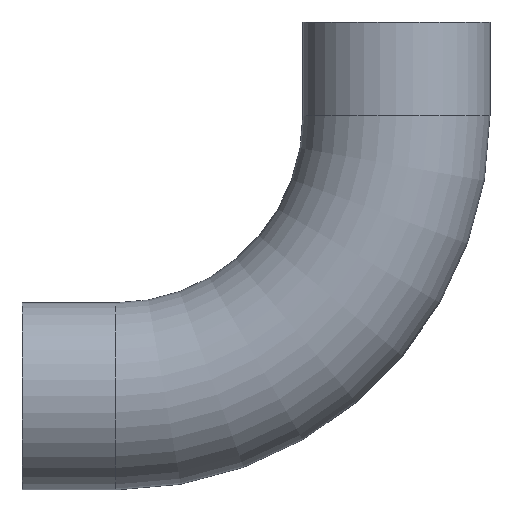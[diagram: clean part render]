
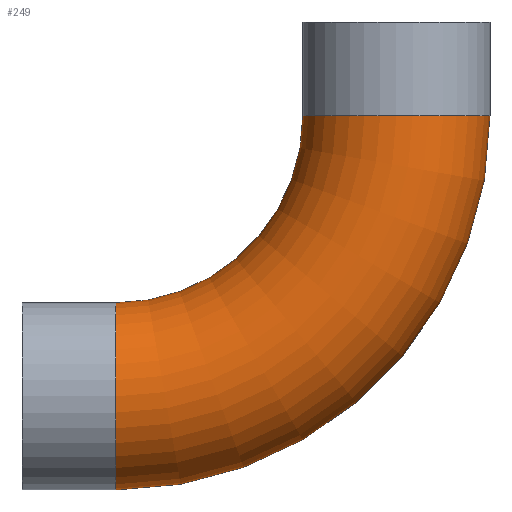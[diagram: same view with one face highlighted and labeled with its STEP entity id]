
A CAD part, front view. The second image highlights one B-rep face of the part: STEP entity #249.
In plain terms, the highlighted toroidal (fillet/blend) face has major radius 152.4 mm and minor radius 50.8 mm.
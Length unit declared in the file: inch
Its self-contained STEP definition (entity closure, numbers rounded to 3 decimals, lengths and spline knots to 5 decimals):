
#2 = FACE_OUTER_BOUND ( 'NONE', #326, .T. ) ;
#5 = VERTEX_POINT ( 'NONE', #316 ) ;
#17 = CIRCLE ( 'NONE', #315, 4. ) ;
#37 = CARTESIAN_POINT ( 'NONE',  ( 6., 0., 0. ) ) ;
#54 = ORIENTED_EDGE ( 'NONE', *, *, #112, .F. ) ;
#56 = EDGE_CURVE ( 'NONE', #88, #172, #262, .T. ) ;
#67 = CARTESIAN_POINT ( 'NONE',  ( 0., 0., 0. ) ) ;
#88 = VERTEX_POINT ( 'NONE', #119 ) ;
#99 = DIRECTION ( 'NONE',  ( 0., 0., 1. ) ) ;
#109 = EDGE_CURVE ( 'NONE', #171, #5, #17, .T. ) ;
#112 = EDGE_CURVE ( 'NONE', #88, #171, #321, .T. ) ;
#119 = CARTESIAN_POINT ( 'NONE',  ( 0., 0., -8. ) ) ;
#125 = DIRECTION ( 'NONE',  ( 0., -1., 0. ) ) ;
#158 = CARTESIAN_POINT ( 'NONE',  ( 0., 0., -4. ) ) ;
#171 = VERTEX_POINT ( 'NONE', #158 ) ;
#172 = VERTEX_POINT ( 'NONE', #194 ) ;
#194 = CARTESIAN_POINT ( 'NONE',  ( 8., 0., 0. ) ) ;
#198 = DIRECTION ( 'NONE',  ( 0., 0., 1. ) ) ;
#204 = DIRECTION ( 'NONE',  ( 1., 0., 0. ) ) ;
#220 = DIRECTION ( 'NONE',  ( -1., 0., 0. ) ) ;
#238 = EDGE_CURVE ( 'NONE', #5, #172, #280, .T. ) ;
#247 = AXIS2_PLACEMENT_3D ( 'NONE', #67, #399, #334 ) ;
#249 = ADVANCED_FACE ( 'NONE', ( #2 ), #269, .T. ) ;
#256 = CARTESIAN_POINT ( 'NONE',  ( 0., 0., 0. ) ) ;
#262 = CIRCLE ( 'NONE', #419, 8. ) ;
#269 = TOROIDAL_SURFACE ( 'NONE', #247, 6., 2. ) ;
#280 = CIRCLE ( 'NONE', #388, 2. ) ;
#291 = CARTESIAN_POINT ( 'NONE',  ( 0., 0., -6. ) ) ;
#312 = ORIENTED_EDGE ( 'NONE', *, *, #109, .F. ) ;
#315 = AXIS2_PLACEMENT_3D ( 'NONE', #327, #125, #389 ) ;
#316 = CARTESIAN_POINT ( 'NONE',  ( 4., 0., 0. ) ) ;
#321 = CIRCLE ( 'NONE', #355, 2. ) ;
#326 = EDGE_LOOP ( 'NONE', ( #54, #410, #332, #312 ) ) ;
#327 = CARTESIAN_POINT ( 'NONE',  ( 0., 0., 0. ) ) ;
#332 = ORIENTED_EDGE ( 'NONE', *, *, #238, .F. ) ;
#334 = DIRECTION ( 'NONE',  ( 0., 0., -1. ) ) ;
#351 = DIRECTION ( 'NONE',  ( 0., -1., 0. ) ) ;
#355 = AXIS2_PLACEMENT_3D ( 'NONE', #291, #220, #99 ) ;
#388 = AXIS2_PLACEMENT_3D ( 'NONE', #37, #198, #204 ) ;
#389 = DIRECTION ( 'NONE',  ( 0., 0., -1. ) ) ;
#399 = DIRECTION ( 'NONE',  ( 0., -1., 0. ) ) ;
#410 = ORIENTED_EDGE ( 'NONE', *, *, #56, .T. ) ;
#415 = DIRECTION ( 'NONE',  ( 0., 0., -1. ) ) ;
#419 = AXIS2_PLACEMENT_3D ( 'NONE', #256, #351, #415 ) ;
